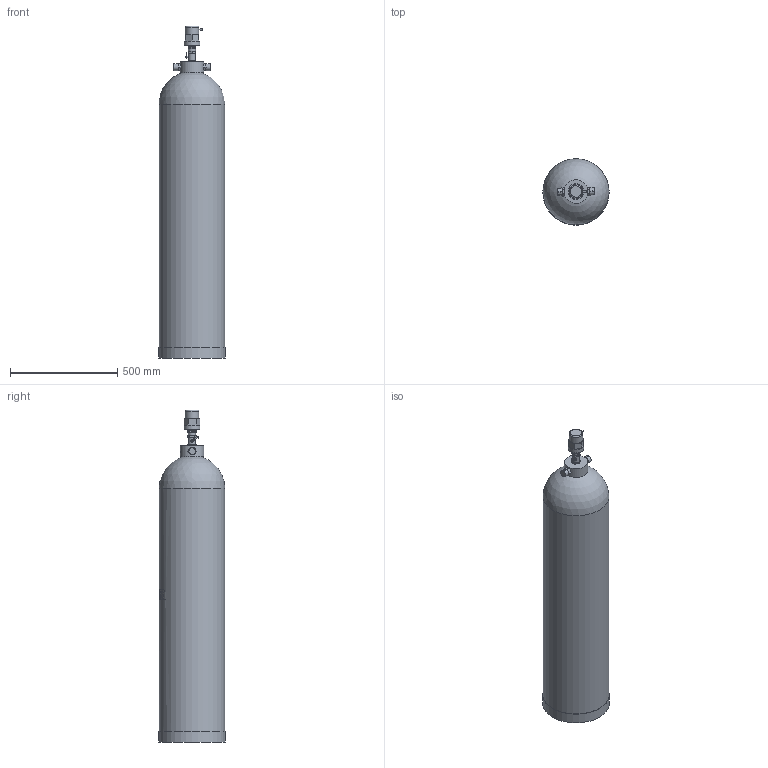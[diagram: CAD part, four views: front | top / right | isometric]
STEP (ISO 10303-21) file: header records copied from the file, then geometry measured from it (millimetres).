
FILE_DESCRIPTION(('STEP AP203'), '1');
FILE_NAME('68', '2017-08-01T23:16:16', ('Þëÿ'), (''), 'ASCON STEP Converter 1.3', 'ASCON Math Kernel', '');
FILE_SCHEMA(('CONFIG_CONTROL_DESIGN'));
Length unit declared in the file: millimetre
Bounding box: 309 x 309 x 1547.22 mm (x, y, z)
Volume: 95987890.4 mm3; surface area: 1434269.8 mm2
Topology: 1 solids, 1 shells, 347 faces, 938 edges, 619 vertices
Faces by surface type: cylinder 215, plane 127, torus 3, sphere 1, cone 1
Full cylindrical faces by diameter (mm): 6 x2, 12 x1, 30 x1, 32 x3, 33 x1, 63 x1, 74 x1, 110 x1, 307 x1, 309 x1
Entity records: 20443 total; most frequent: CARTESIAN_POINT 9740, ORIENTED_EDGE 1838, DIRECTION 1288, EDGE_CURVE 919, VERTEX_POINT 619, AXIS2_PLACEMENT_3D 438, LINE 412, VECTOR 412
